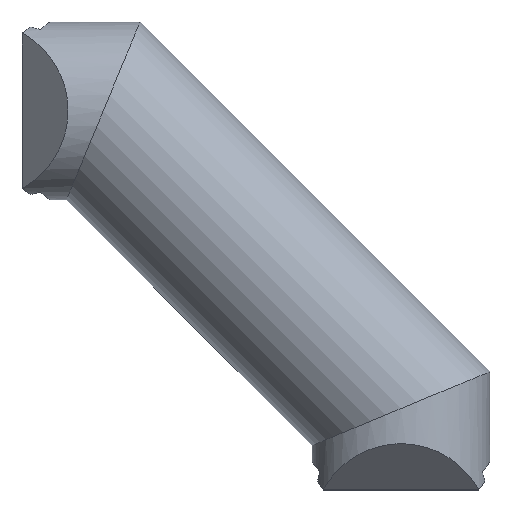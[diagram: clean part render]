
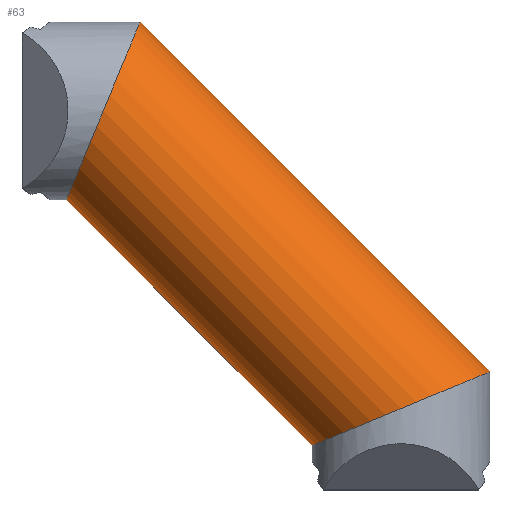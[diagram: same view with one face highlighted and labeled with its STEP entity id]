
A CAD part, top view. The second image highlights one B-rep face of the part: STEP entity #63.
In plain terms, the highlighted cylindrical face has radius 17 mm (diameter 34 mm), a partial arc.
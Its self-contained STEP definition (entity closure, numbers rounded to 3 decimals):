
#63=ADVANCED_FACE('',(#133),#134,.T.);
#133=FACE_OUTER_BOUND('',#207,.T.);
#134=CYLINDRICAL_SURFACE('',#208,17.0);
#207=EDGE_LOOP('',(#340,#341,#342,#343,#344,#345));
#208=AXIS2_PLACEMENT_3D('',#346,#347,#348);
#340=ORIENTED_EDGE('',*,*,#475,.T.);
#341=ORIENTED_EDGE('',*,*,#495,.F.);
#342=ORIENTED_EDGE('',*,*,#494,.T.);
#343=ORIENTED_EDGE('',*,*,#478,.T.);
#344=ORIENTED_EDGE('',*,*,#473,.F.);
#345=ORIENTED_EDGE('',*,*,#472,.T.);
#346=CARTESIAN_POINT('',(81.457,24.5,0.));
#347=DIRECTION('',(0.707,-0.707,0.0));
#348=DIRECTION('',(0.707,0.707,0.0));
#472=EDGE_CURVE('',#565,#563,#566,.T.);
#473=EDGE_CURVE('',#565,#552,#567,.T.);
#475=EDGE_CURVE('',#563,#569,#570,.T.);
#478=EDGE_CURVE('',#574,#552,#575,.T.);
#494=EDGE_CURVE('',#600,#574,#601,.T.);
#495=EDGE_CURVE('',#600,#569,#602,.T.);
#552=VERTEX_POINT('',#695);
#563=VERTEX_POINT('',#707);
#565=VERTEX_POINT('',#710);
#566=ELLIPSE('',#711,18.401,17.0);
#567=ELLIPSE('',#712,18.401,17.0);
#569=VERTEX_POINT('',#714);
#570=LINE('',#715,#716);
#574=VERTEX_POINT('',#720);
#575=LINE('',#721,#722);
#600=VERTEX_POINT('',#769);
#601=ELLIPSE('',#770,18.401,17.0);
#602=ELLIPSE('',#771,18.401,17.0);
#695=CARTESIAN_POINT('',(64.457,17.458,0.));
#707=CARTESIAN_POINT('',(98.457,31.542,0.));
#710=CARTESIAN_POINT('',(81.457,24.5,17.0));
#711=AXIS2_PLACEMENT_3D('',#927,#928,#929);
#712=AXIS2_PLACEMENT_3D('',#930,#931,#932);
#714=CARTESIAN_POINT('',(31.542,98.457,0.));
#715=CARTESIAN_POINT('',(93.478,36.521,0.));
#716=VECTOR('',#933,1.0);
#720=CARTESIAN_POINT('',(17.458,64.457,0.));
#721=CARTESIAN_POINT('',(69.436,12.479,0.));
#722=VECTOR('',#940,1.0);
#769=CARTESIAN_POINT('',(24.5,81.457,17.0));
#770=AXIS2_PLACEMENT_3D('',#966,#967,#968);
#771=AXIS2_PLACEMENT_3D('',#969,#970,#971);
#927=CARTESIAN_POINT('',(81.457,24.5,0.));
#928=DIRECTION('',(-0.383,0.924,0.0));
#929=DIRECTION('',(0.924,0.383,0.0));
#930=CARTESIAN_POINT('',(81.457,24.5,0.));
#931=DIRECTION('',(0.383,-0.924,0.0));
#932=DIRECTION('',(0.924,0.383,0.0));
#933=DIRECTION('',(-0.707,0.707,-0.0));
#940=DIRECTION('',(0.707,-0.707,0.0));
#966=CARTESIAN_POINT('',(24.5,81.457,0.));
#967=DIRECTION('',(0.924,-0.383,0.0));
#968=DIRECTION('',(0.383,0.924,0.0));
#969=CARTESIAN_POINT('',(24.5,81.457,0.));
#970=DIRECTION('',(-0.924,0.383,0.0));
#971=DIRECTION('',(0.383,0.924,0.0));
